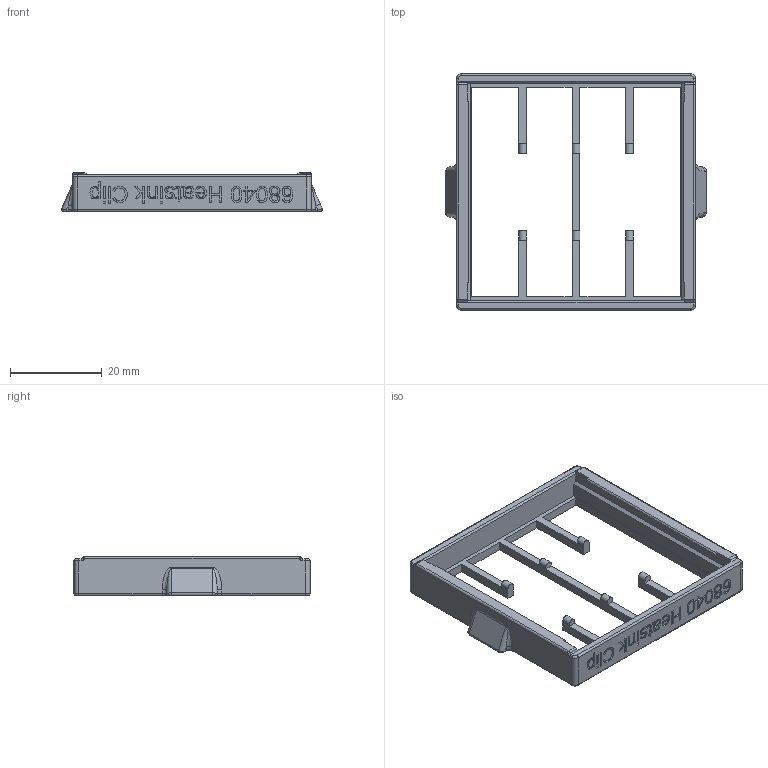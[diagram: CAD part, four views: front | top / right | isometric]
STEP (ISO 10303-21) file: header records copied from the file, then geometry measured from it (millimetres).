
FILE_DESCRIPTION(/* description */ (''),/* implementation_level */ '2;1');
FILE_NAME(/* name */ '6.stp',/* time_stamp */ '2022-04-07T23:43:29-04:00',/* author */ (''),/* organization */ (''),/* preprocessor_version */ 'ST-DEVELOPER v15.2',/* originating_system */ 'Autodesk Translator Framework v2.0.0.5431',/* authorisation */ '');
FILE_SCHEMA (('AUTOMOTIVE_DESIGN { 1 0 10303 214 3 1 1 }'));
Length unit declared in the file: centimetre
Products named in the file (1): base3
Bounding box: 57.03 x 51.6 x 8.5 mm (x, y, z)
Volume: 4538.9 mm3; surface area: 5553 mm2
Topology: 1 solids, 1 shells, 757 faces, 2073 edges, 1361 vertices
Faces by surface type: bspline 352, plane 337, cylinder 48, torus 16, sphere 4
Entity records: 27460 total; most frequent: CARTESIAN_POINT 10546, ORIENTED_EDGE 4142, DIRECTION 2327, EDGE_CURVE 2071, VERTEX_POINT 1361, LINE 1259, VECTOR 1259, EDGE_LOOP 806
